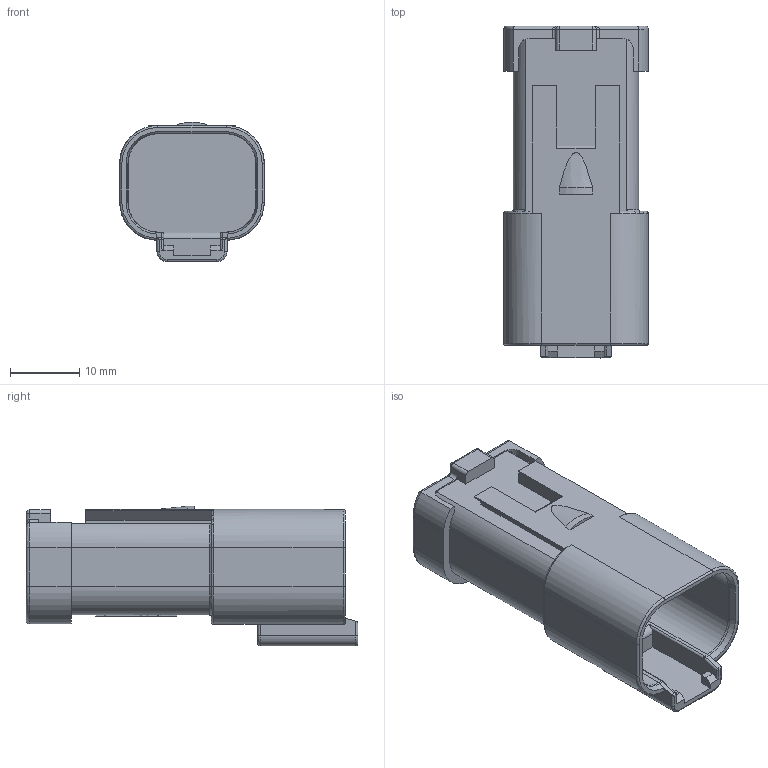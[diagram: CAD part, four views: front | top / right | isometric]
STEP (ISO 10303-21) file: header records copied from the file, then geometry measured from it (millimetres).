
FILE_DESCRIPTION((''),'2;1');
FILE_NAME('26-54223-04P','2016-04-20T',('Jony.xie'),(''),'PRO/ENGINEER BY PARAMETRIC TECHNOLOGY CORPORATION, 2013230','PRO/ENGINEER BY PARAMETRIC TECHNOLOGY CORPORATION, 2013230','');
FILE_SCHEMA(('CONFIG_CONTROL_DESIGN'));
Length unit declared in the file: millimetre
Products named in the file (1): 26-54223-04P
Bounding box: 20.85 x 47.8 x 20.13 mm (x, y, z)
Volume: 8311.9 mm3; surface area: 5901.4 mm2
Topology: 1 solids, 1 shells, 1081 faces, 2934 edges, 1926 vertices
Faces by surface type: plane 802, extrusion 130, cylinder 96, torus 40, cone 5, bspline 4, sphere 4
Entity records: 34559 total; most frequent: CARTESIAN_POINT 7680, ORIENTED_EDGE 5868, DIRECTION 4875, EDGE_CURVE 2934, VECTOR 2525, LINE 2395, VERTEX_POINT 1926, AXIS2_PLACEMENT_3D 1175
